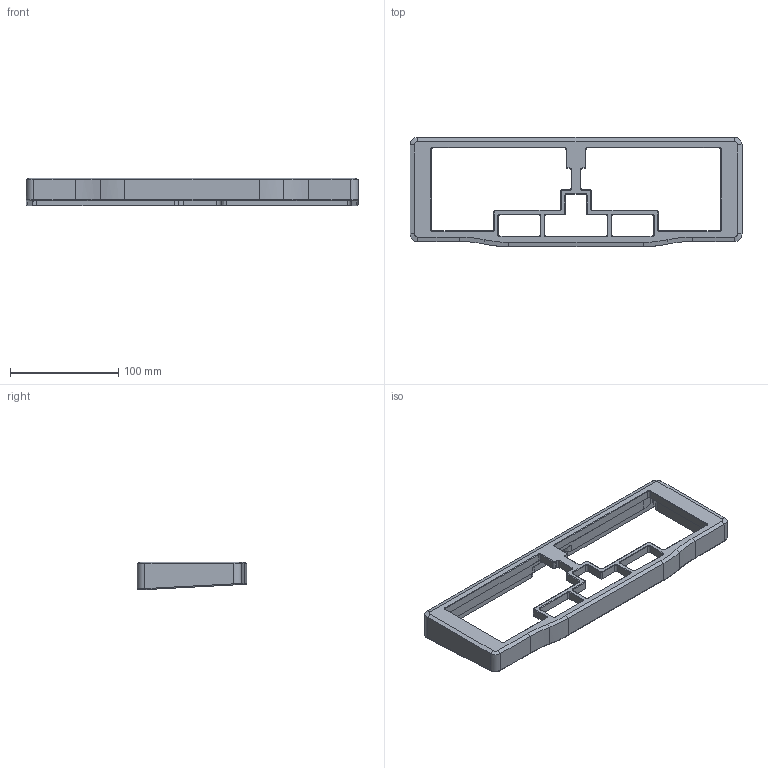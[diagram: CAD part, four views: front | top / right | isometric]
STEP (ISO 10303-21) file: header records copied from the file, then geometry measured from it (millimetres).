
FILE_DESCRIPTION(/* description */ (''),/* implementation_level */ '2;1');
FILE_NAME(/* name */ 'directional.step',/* time_stamp */ '2023-07-26T14:57:29-07:00',/* author */ (''),/* organization */ (''),/* preprocessor_version */ 'ST-DEVELOPER v19.2',/* originating_system */ 'Autodesk Translation Framework v12.6.0.85',/* authorisation */ '');
FILE_SCHEMA (('AUTOMOTIVE_DESIGN { 1 0 10303 214 3 1 1 }'));
Length unit declared in the file: millimetre
Products named in the file (1): directional (1)
Bounding box: 306.7 x 100.96 x 25.79 mm (x, y, z)
Volume: 188048.1 mm3; surface area: 60873.6 mm2
Topology: 1 solids, 1 shells, 503 faces, 1356 edges, 868 vertices
Faces by surface type: cylinder 290, plane 137, cone 48, bspline 28
Full cylindrical faces by diameter (mm): 2 x2, 2.529 x48, 3.086 x24, 4.4 x2
Entity records: 28702 total; most frequent: CARTESIAN_POINT 16816, ORIENTED_EDGE 2712, DIRECTION 2115, EDGE_CURVE 1356, VERTEX_POINT 868, AXIS2_PLACEMENT_3D 742, LINE 631, VECTOR 631
